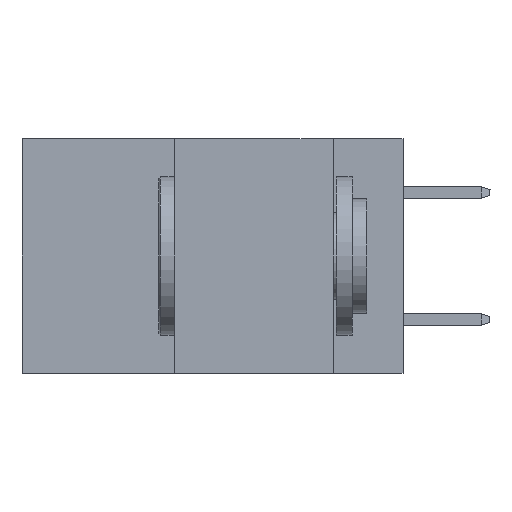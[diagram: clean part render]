
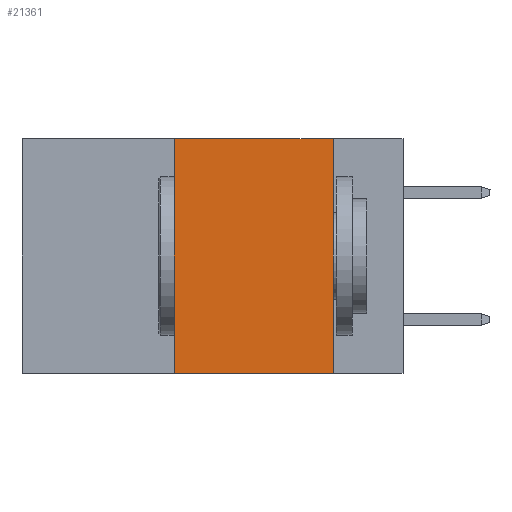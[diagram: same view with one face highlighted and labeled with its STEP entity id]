
A CAD part, left-side view. The second image highlights one B-rep face of the part: STEP entity #21361.
In plain terms, the highlighted planar face has unit normal (-1, 0, 0).
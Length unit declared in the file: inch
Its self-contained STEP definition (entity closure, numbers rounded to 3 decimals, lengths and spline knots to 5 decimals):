
#2029 = VECTOR ( 'NONE', #3871, 39.37008 ) ;
#2049 = CARTESIAN_POINT ( 'NONE',  ( 0., 0.36, -0.37 ) ) ;
#2303 = VECTOR ( 'NONE', #24485, 39.37008 ) ;
#2836 = EDGE_CURVE ( 'NONE', #12095, #29892, #40136, .T. ) ;
#3772 = CARTESIAN_POINT ( 'NONE',  ( 0., 0.6, 0. ) ) ;
#3871 = DIRECTION ( 'NONE',  ( 0., 0., -1. ) ) ;
#4090 = LINE ( 'NONE', #29948, #2029 ) ;
#4311 = EDGE_CURVE ( 'NONE', #4968, #29042, #17777, .T. ) ;
#4968 = VERTEX_POINT ( 'NONE', #2049 ) ;
#7420 = EDGE_CURVE ( 'NONE', #29892, #29042, #4090, .T. ) ;
#8426 = CARTESIAN_POINT ( 'NONE',  ( 0., 0.11, 0. ) ) ;
#10908 = VECTOR ( 'NONE', #19671, 39.37008 ) ;
#12095 = VERTEX_POINT ( 'NONE', #24462 ) ;
#13363 = VECTOR ( 'NONE', #31021, 39.37008 ) ;
#16075 = CARTESIAN_POINT ( 'NONE',  ( 0., 0.6, 0. ) ) ;
#17777 = LINE ( 'NONE', #27302, #13363 ) ;
#17957 = EDGE_CURVE ( 'NONE', #4968, #12095, #34502, .T. ) ;
#19123 = FACE_OUTER_BOUND ( 'NONE', #39810, .T. ) ;
#19671 = DIRECTION ( 'NONE',  ( 0., -1., 0. ) ) ;
#21361 = ADVANCED_FACE ( 'NONE', ( #19123 ), #42191, .F. ) ;
#24462 = CARTESIAN_POINT ( 'NONE',  ( 0., 0.36, 0. ) ) ;
#24485 = DIRECTION ( 'NONE',  ( 0., 0., 1. ) ) ;
#27302 = CARTESIAN_POINT ( 'NONE',  ( 0., 0.6, -0.37 ) ) ;
#28234 = CARTESIAN_POINT ( 'NONE',  ( 0., 0.11, -0.37 ) ) ;
#29042 = VERTEX_POINT ( 'NONE', #28234 ) ;
#29892 = VERTEX_POINT ( 'NONE', #8426 ) ;
#29948 = CARTESIAN_POINT ( 'NONE',  ( 0., 0.11, 0. ) ) ;
#30135 = ORIENTED_EDGE ( 'NONE', *, *, #17957, .F. ) ;
#31021 = DIRECTION ( 'NONE',  ( 0., -1., 0. ) ) ;
#33277 = ORIENTED_EDGE ( 'NONE', *, *, #7420, .F. ) ;
#34502 = LINE ( 'NONE', #41701, #2303 ) ;
#36051 = DIRECTION ( 'NONE',  ( 1., 0., 0. ) ) ;
#37344 = ORIENTED_EDGE ( 'NONE', *, *, #2836, .F. ) ;
#38617 = AXIS2_PLACEMENT_3D ( 'NONE', #16075, #36051, #42826 ) ;
#38670 = ORIENTED_EDGE ( 'NONE', *, *, #4311, .T. ) ;
#39810 = EDGE_LOOP ( 'NONE', ( #33277, #37344, #30135, #38670 ) ) ;
#40136 = LINE ( 'NONE', #3772, #10908 ) ;
#41701 = CARTESIAN_POINT ( 'NONE',  ( 0., 0.36, 0. ) ) ;
#42191 = PLANE ( 'NONE',  #38617 ) ;
#42826 = DIRECTION ( 'NONE',  ( 0., 0., -1. ) ) ;
